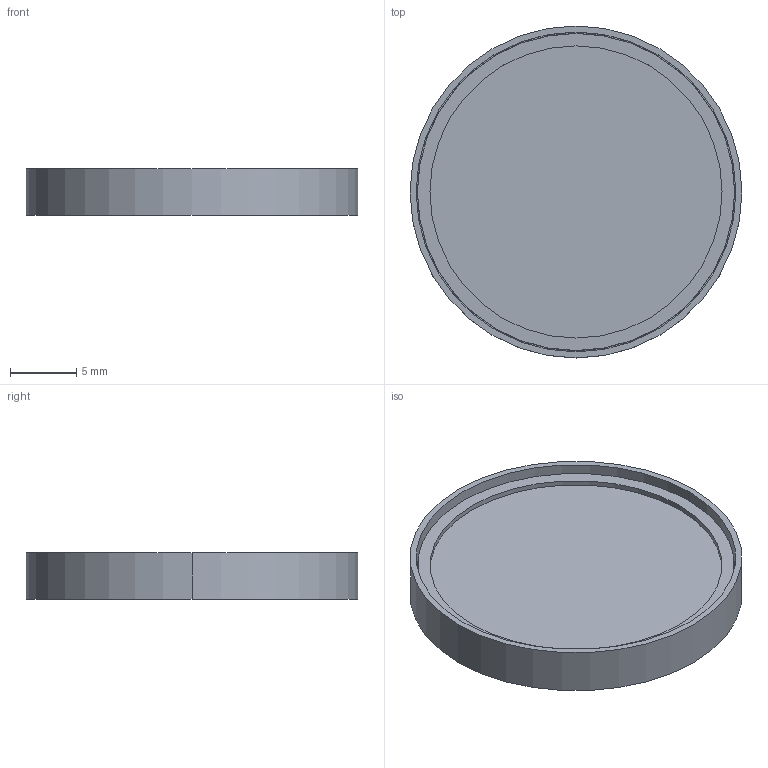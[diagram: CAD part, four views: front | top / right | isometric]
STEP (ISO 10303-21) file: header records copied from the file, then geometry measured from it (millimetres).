
FILE_DESCRIPTION (( 'STEP AP214' ), '1' );
FILE_NAME ('208668.STEP', '2020-03-06T05:56:18', ( '' ), ( '' ), 'SwSTEP 2.0', 'SolidWorks 2016', '' );
FILE_SCHEMA (( 'AUTOMOTIVE_DESIGN' ));
Length unit declared in the file: millimetre
Products named in the file (1): 208668
Bounding box: 24.99 x 24.99 x 3.5 mm (x, y, z)
Volume: 1083.8 mm3; surface area: 2058.1 mm2
Topology: 3 solids, 3 shells, 22 faces, 42 edges, 28 vertices
Faces by surface type: cylinder 14, plane 8
Entity records: 854 total; most frequent: DIRECTION 116, CARTESIAN_POINT 93, ORIENTED_EDGE 84, AXIS2_PLACEMENT_3D 51, EDGE_CURVE 42, VERTEX_POINT 28, CIRCLE 28, EDGE_LOOP 28
